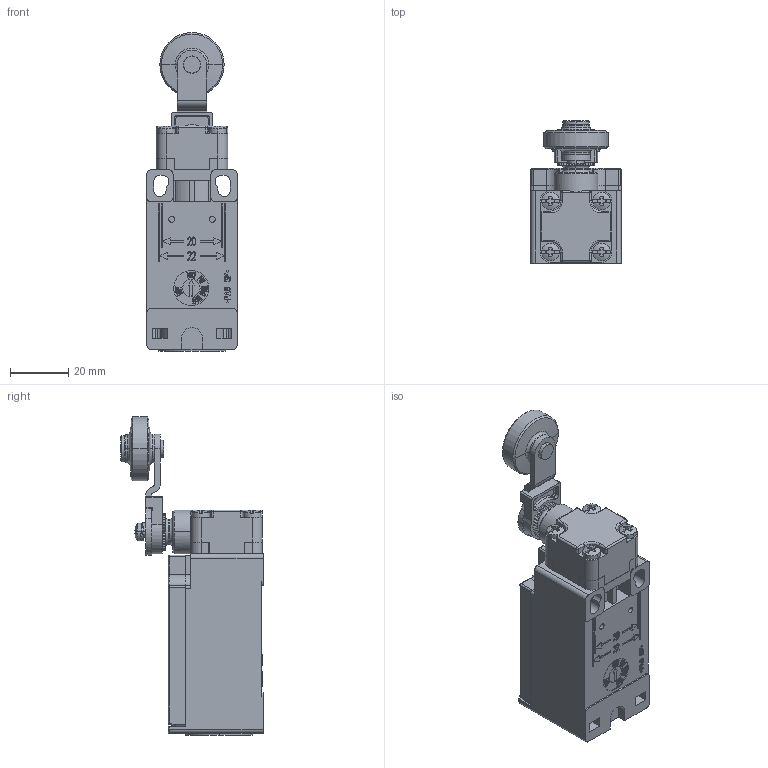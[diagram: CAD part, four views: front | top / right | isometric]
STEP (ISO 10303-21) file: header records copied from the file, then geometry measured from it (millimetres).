
FILE_DESCRIPTION((''),'2;1');
FILE_NAME('E10000EI00-PIENO_ASM','2016-08-31T',('mangiapr'),(''),'PRO/ENGINEER BY PARAMETRIC TECHNOLOGY CORPORATION, 2011080','PRO/ENGINEER BY PARAMETRIC TECHNOLOGY CORPORATION, 2011080','');
FILE_SCHEMA(('CONFIG_CONTROL_DESIGN'));
Products named in the file (14): 880028_PER_CLIENTE; 880048P; 880723; 880223; 880225; 880110; 880257; 880061; 880251; 880224; 880107; 880125; 880201; E10000EI00-PIENO_ASM
Assembly tree (16 placements, depth 2):
  E10000EI00-PIENO_ASM
    880028_PER_CLIENTE
    880048P
    880723
    880223
    880225  x4
    880110
    880257
    880061
    880251
    880224
    880107
    880125
    880201
Bounding box: 31 x 48.7 x 109.2 mm (x, y, z)
Volume: 66891.2 mm3; surface area: 32145.2 mm2
Topology: 16 solids, 17 shells, 2287 faces, 6112 edges, 3955 vertices
Faces by surface type: plane 1642, cylinder 364, cone 159, torus 58, sphere 40, bspline 24
Entity records: 70187 total; most frequent: CARTESIAN_POINT 14912, ORIENTED_EDGE 11760, DIRECTION 10886, EDGE_CURVE 5880, VECTOR 4608, LINE 4608, VERTEX_POINT 3805, AXIS2_PLACEMENT_3D 3139
